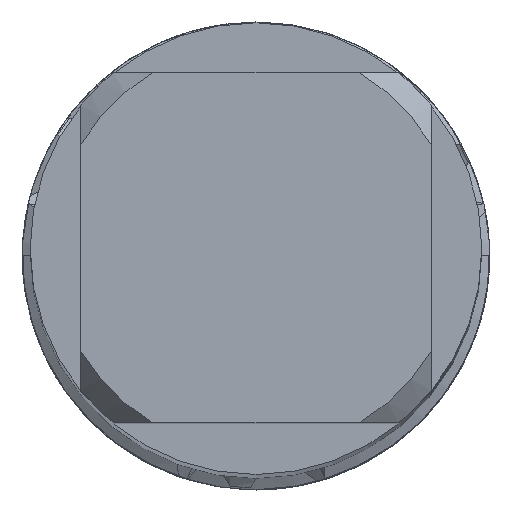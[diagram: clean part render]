
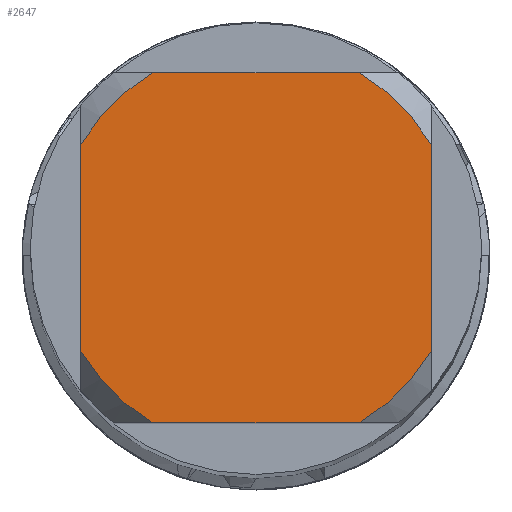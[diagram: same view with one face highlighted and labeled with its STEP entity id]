
A CAD part, top view. The second image highlights one B-rep face of the part: STEP entity #2647.
In plain terms, the highlighted planar face has unit normal (0, 0, 1).
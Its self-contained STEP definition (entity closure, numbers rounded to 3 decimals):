
#1275=VERTEX_POINT('',#3597);
#1457=VERTEX_POINT('',#3794);
#1467=VERTEX_POINT('',#3806);
#1781=VERTEX_POINT('',#4144);
#1849=VERTEX_POINT('',#4216);
#2085=EDGE_CURVE('',#2713,#1275,#4475,.T.);
#2103=EDGE_CURVE('',#2915,#1457,#4494,.T.);
#2209=EDGE_CURVE('',#3027,#1467,#4612,.T.);
#2647=ADVANCED_FACE('',(#5081),#5082,.T.);
#2705=EDGE_CURVE('',#3027,#1275,#5144,.T.);
#2713=VERTEX_POINT('',#5152);
#2773=EDGE_CURVE('',#2713,#1849,#5221,.T.);
#2809=EDGE_CURVE('',#2915,#1467,#5261,.T.);
#2881=EDGE_CURVE('',#1781,#1457,#5341,.T.);
#2915=VERTEX_POINT('',#5377);
#3027=VERTEX_POINT('',#5496);
#3145=EDGE_CURVE('',#1781,#1849,#5619,.T.);
#3597=CARTESIAN_POINT('',(3.1,1.83,0.0));
#3794=CARTESIAN_POINT('',(-3.1,-1.83,0.0));
#3806=CARTESIAN_POINT('',(-1.83,3.1,0.0));
#4144=CARTESIAN_POINT('',(-1.83,-3.1,0.0));
#4216=CARTESIAN_POINT('',(1.83,-3.1,0.0));
#4475=LINE('',#9041,#9042);
#4494=LINE('',#9081,#9082);
#4612=LINE('',#9357,#9358);
#5081=FACE_OUTER_BOUND('',#11040,.T.);
#5082=PLANE('',#11041);
#5144=CIRCLE('',#11190,3.6);
#5152=CARTESIAN_POINT('',(3.1,-1.83,0.0));
#5221=CIRCLE('',#11625,3.6);
#5261=CIRCLE('',#11938,3.6);
#5341=CIRCLE('',#12193,3.6);
#5377=CARTESIAN_POINT('',(-3.1,1.83,0.0));
#5496=CARTESIAN_POINT('',(1.83,3.1,0.0));
#5619=LINE('',#13085,#13086);
#9041=CARTESIAN_POINT('',(3.1,0.9,0.0));
#9042=VECTOR('',#15384,1.0);
#9081=CARTESIAN_POINT('',(-3.1,0.9,0.0));
#9082=VECTOR('',#15396,1.0);
#9357=CARTESIAN_POINT('',(0.0,3.1,0.0));
#9358=VECTOR('',#15531,1.0);
#11040=EDGE_LOOP('',(#15947,#15948,#15949,#15950,#15951,#15952,#15953,#15954));
#11041=AXIS2_PLACEMENT_3D('',#15955,#15956,#15957);
#11190=AXIS2_PLACEMENT_3D('',#16010,#16011,#16012);
#11625=AXIS2_PLACEMENT_3D('',#16170,#16171,#16172);
#11938=AXIS2_PLACEMENT_3D('',#16267,#16268,#16269);
#12193=AXIS2_PLACEMENT_3D('',#16365,#16366,#16367);
#13085=CARTESIAN_POINT('',(0.0,-3.1,0.0));
#13086=VECTOR('',#16539,1.0);
#15384=DIRECTION('',(-0.0,1.0,0.0));
#15396=DIRECTION('',(-0.0,-1.0,0.0));
#15531=DIRECTION('',(-1.0,0.0,0.0));
#15947=ORIENTED_EDGE('',*,*,#2103,.T.);
#15948=ORIENTED_EDGE('',*,*,#2881,.F.);
#15949=ORIENTED_EDGE('',*,*,#3145,.T.);
#15950=ORIENTED_EDGE('',*,*,#2773,.F.);
#15951=ORIENTED_EDGE('',*,*,#2085,.T.);
#15952=ORIENTED_EDGE('',*,*,#2705,.F.);
#15953=ORIENTED_EDGE('',*,*,#2209,.T.);
#15954=ORIENTED_EDGE('',*,*,#2809,.F.);
#15955=CARTESIAN_POINT('',(0.0,1.8,0.0));
#15956=DIRECTION('',(-0.0,0.0,1.0));
#15957=DIRECTION('',(0.0,-1.0,0.0));
#16010=CARTESIAN_POINT('',(0.0,0.0,0.0));
#16011=DIRECTION('',(0.0,0.0,-1.0));
#16012=DIRECTION('',(0.0,1.0,0.0));
#16170=CARTESIAN_POINT('',(0.0,0.0,0.0));
#16171=DIRECTION('',(0.0,0.0,-1.0));
#16172=DIRECTION('',(0.0,1.0,0.0));
#16267=CARTESIAN_POINT('',(0.0,0.0,0.0));
#16268=DIRECTION('',(0.0,0.0,-1.0));
#16269=DIRECTION('',(0.0,1.0,0.0));
#16365=CARTESIAN_POINT('',(0.0,0.0,0.0));
#16366=DIRECTION('',(0.0,0.0,-1.0));
#16367=DIRECTION('',(0.0,1.0,0.0));
#16539=DIRECTION('',(1.0,0.0,0.0));
